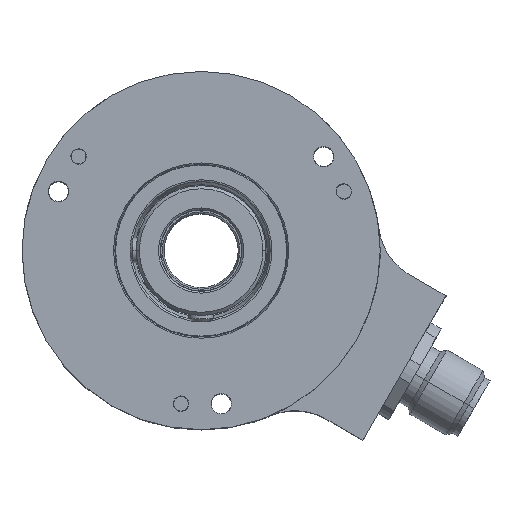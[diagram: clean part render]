
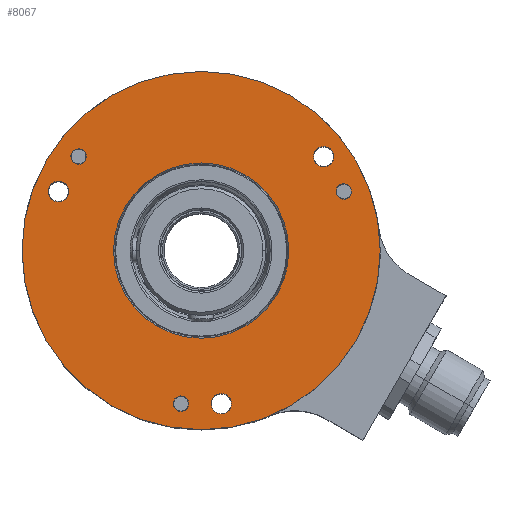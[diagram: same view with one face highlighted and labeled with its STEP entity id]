
A CAD part, top view. The second image highlights one B-rep face of the part: STEP entity #8067.
In plain terms, the highlighted planar face has unit normal (0, 0, 1).
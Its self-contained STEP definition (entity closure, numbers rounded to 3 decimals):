
#1462=CARTESIAN_POINT('',(0.,0.,18.));
#1463=DIRECTION('',(0.,0.,1.));
#1464=DIRECTION('',(1.,0.,0.));
#1465=AXIS2_PLACEMENT_3D('',#1462,#1463,#1464);
#1467=CARTESIAN_POINT('',(0.,0.,18.));
#1468=DIRECTION('',(0.,0.,1.));
#1469=DIRECTION('',(-1.,0.,0.));
#1470=AXIS2_PLACEMENT_3D('',#1467,#1468,#1469);
#1472=CARTESIAN_POINT('',(-19.834,15.219,18.));
#1473=DIRECTION('',(0.,0.,-1.));
#1474=DIRECTION('',(-0.793,0.609,0.));
#1475=AXIS2_PLACEMENT_3D('',#1472,#1473,#1474);
#1477=CARTESIAN_POINT('',(-19.834,15.219,18.));
#1478=DIRECTION('',(0.,0.,-1.));
#1479=DIRECTION('',(0.793,-0.609,0.));
#1480=AXIS2_PLACEMENT_3D('',#1477,#1478,#1479);
#1482=CARTESIAN_POINT('',(-3.263,-24.786,18.));
#1483=DIRECTION('',(0.,0.,-1.));
#1484=DIRECTION('',(-0.131,-0.991,0.));
#1485=AXIS2_PLACEMENT_3D('',#1482,#1483,#1484);
#1487=CARTESIAN_POINT('',(-3.263,-24.786,18.));
#1488=DIRECTION('',(0.,0.,-1.));
#1489=DIRECTION('',(0.131,0.991,0.));
#1490=AXIS2_PLACEMENT_3D('',#1487,#1488,#1489);
#1492=CARTESIAN_POINT('',(23.097,9.567,18.));
#1493=DIRECTION('',(0.,0.,-1.));
#1494=DIRECTION('',(0.924,0.383,0.));
#1495=AXIS2_PLACEMENT_3D('',#1492,#1493,#1494);
#1497=CARTESIAN_POINT('',(23.097,9.567,18.));
#1498=DIRECTION('',(0.,0.,-1.));
#1499=DIRECTION('',(-0.924,-0.383,0.));
#1500=AXIS2_PLACEMENT_3D('',#1497,#1498,#1499);
#1502=CARTESIAN_POINT('',(3.263,-24.786,18.));
#1503=DIRECTION('',(0.,0.,1.));
#1504=DIRECTION('',(0.,-1.,0.));
#1505=AXIS2_PLACEMENT_3D('',#1502,#1503,#1504);
#1507=CARTESIAN_POINT('',(3.263,-24.786,18.));
#1508=DIRECTION('',(0.,0.,1.));
#1509=DIRECTION('',(0.,1.,0.));
#1510=AXIS2_PLACEMENT_3D('',#1507,#1508,#1509);
#1512=CARTESIAN_POINT('',(19.834,15.219,18.));
#1513=DIRECTION('',(0.,0.,1.));
#1514=DIRECTION('',(0.,-1.,0.));
#1515=AXIS2_PLACEMENT_3D('',#1512,#1513,#1514);
#1517=CARTESIAN_POINT('',(19.834,15.219,18.));
#1518=DIRECTION('',(0.,0.,1.));
#1519=DIRECTION('',(0.,1.,0.));
#1520=AXIS2_PLACEMENT_3D('',#1517,#1518,#1519);
#1522=CARTESIAN_POINT('',(-23.097,9.567,18.));
#1523=DIRECTION('',(0.,0.,1.));
#1524=DIRECTION('',(0.,-1.,0.));
#1525=AXIS2_PLACEMENT_3D('',#1522,#1523,#1524);
#1527=CARTESIAN_POINT('',(-23.097,9.567,18.));
#1528=DIRECTION('',(0.,0.,1.));
#1529=DIRECTION('',(0.,1.,0.));
#1530=AXIS2_PLACEMENT_3D('',#1527,#1528,#1529);
#1532=CARTESIAN_POINT('',(0.,0.,18.));
#1533=DIRECTION('',(0.,0.,-1.));
#1534=DIRECTION('',(-1.,0.,0.));
#1535=AXIS2_PLACEMENT_3D('',#1532,#1533,#1534);
#1550=CARTESIAN_POINT('',(0.,0.,18.));
#1551=DIRECTION('',(0.,0.,-1.));
#1552=DIRECTION('',(1.,0.,0.));
#1553=AXIS2_PLACEMENT_3D('',#1550,#1551,#1552);
#5379=CARTESIAN_POINT('',(29.,0.,18.));
#5380=CARTESIAN_POINT('',(-29.,0.,18.));
#5381=VERTEX_POINT('',#5379);
#5382=VERTEX_POINT('',#5380);
#5383=CARTESIAN_POINT('',(-20.826,15.98,18.));
#5384=CARTESIAN_POINT('',(-18.842,14.458,18.));
#5385=VERTEX_POINT('',#5383);
#5386=VERTEX_POINT('',#5384);
#5387=CARTESIAN_POINT('',(-3.426,-26.025,18.));
#5388=CARTESIAN_POINT('',(-3.1,-23.547,18.));
#5389=VERTEX_POINT('',#5387);
#5390=VERTEX_POINT('',#5388);
#5391=CARTESIAN_POINT('',(24.252,10.045,18.));
#5392=CARTESIAN_POINT('',(21.942,9.089,18.));
#5393=VERTEX_POINT('',#5391);
#5394=VERTEX_POINT('',#5392);
#5395=CARTESIAN_POINT('',(14.188,0.,18.));
#5396=CARTESIAN_POINT('',(-14.188,0.,18.));
#5397=VERTEX_POINT('',#5395);
#5398=VERTEX_POINT('',#5396);
#5403=CARTESIAN_POINT('',(3.263,-26.436,18.));
#5404=CARTESIAN_POINT('',(3.263,-23.136,18.));
#5405=VERTEX_POINT('',#5403);
#5406=VERTEX_POINT('',#5404);
#5411=CARTESIAN_POINT('',(19.834,13.569,18.));
#5412=CARTESIAN_POINT('',(19.834,16.869,18.));
#5413=VERTEX_POINT('',#5411);
#5414=VERTEX_POINT('',#5412);
#5419=CARTESIAN_POINT('',(-23.097,7.917,18.));
#5420=CARTESIAN_POINT('',(-23.097,11.217,18.));
#5421=VERTEX_POINT('',#5419);
#5422=VERTEX_POINT('',#5420);
#8017=CARTESIAN_POINT('',(0.,0.,18.));
#8018=DIRECTION('',(0.,0.,1.));
#8019=DIRECTION('',(1.,0.,0.));
#8020=AXIS2_PLACEMENT_3D('',#8017,#8018,#8019);
#8021=PLANE('',#8020);
#8022=ORIENTED_EDGE('',*,*,#6896,.F.);
#8023=ORIENTED_EDGE('',*,*,#6851,.F.);
#8024=EDGE_LOOP('',(#8022,#8023));
#8025=FACE_OUTER_BOUND('',#8024,.F.);
#8027=ORIENTED_EDGE('',*,*,#8026,.F.);
#8029=ORIENTED_EDGE('',*,*,#8028,.F.);
#8030=EDGE_LOOP('',(#8027,#8029));
#8031=FACE_BOUND('',#8030,.F.);
#8033=ORIENTED_EDGE('',*,*,#8032,.F.);
#8035=ORIENTED_EDGE('',*,*,#8034,.F.);
#8036=EDGE_LOOP('',(#8033,#8035));
#8037=FACE_BOUND('',#8036,.F.);
#8039=ORIENTED_EDGE('',*,*,#8038,.F.);
#8041=ORIENTED_EDGE('',*,*,#8040,.F.);
#8042=EDGE_LOOP('',(#8039,#8041));
#8043=FACE_BOUND('',#8042,.F.);
#8045=ORIENTED_EDGE('',*,*,#8044,.F.);
#8047=ORIENTED_EDGE('',*,*,#8046,.F.);
#8048=EDGE_LOOP('',(#8045,#8047));
#8049=FACE_BOUND('',#8048,.F.);
#8050=ORIENTED_EDGE('',*,*,#8007,.T.);
#8052=ORIENTED_EDGE('',*,*,#8051,.T.);
#8053=EDGE_LOOP('',(#8050,#8052));
#8054=FACE_BOUND('',#8053,.F.);
#8056=ORIENTED_EDGE('',*,*,#8055,.T.);
#8058=ORIENTED_EDGE('',*,*,#8057,.T.);
#8059=EDGE_LOOP('',(#8056,#8058));
#8060=FACE_BOUND('',#8059,.F.);
#8062=ORIENTED_EDGE('',*,*,#8061,.T.);
#8064=ORIENTED_EDGE('',*,*,#8063,.T.);
#8065=EDGE_LOOP('',(#8062,#8064));
#8066=FACE_BOUND('',#8065,.F.);
#1466=CIRCLE('',#1465,29.);
#1471=CIRCLE('',#1470,29.);
#1476=CIRCLE('',#1475,1.25);
#1481=CIRCLE('',#1480,1.25);
#1486=CIRCLE('',#1485,1.25);
#1491=CIRCLE('',#1490,1.25);
#1496=CIRCLE('',#1495,1.25);
#1501=CIRCLE('',#1500,1.25);
#1506=CIRCLE('',#1505,1.65);
#1511=CIRCLE('',#1510,1.65);
#1516=CIRCLE('',#1515,1.65);
#1521=CIRCLE('',#1520,1.65);
#1526=CIRCLE('',#1525,1.65);
#1531=CIRCLE('',#1530,1.65);
#1536=CIRCLE('',#1535,14.188);
#1554=CIRCLE('',#1553,14.188);
#6851=EDGE_CURVE('',#5382,#5381,#1471,.T.);
#6896=EDGE_CURVE('',#5381,#5382,#1466,.T.);
#8007=EDGE_CURVE('',#5405,#5406,#1506,.T.);
#8026=EDGE_CURVE('',#5398,#5397,#1536,.T.);
#8028=EDGE_CURVE('',#5397,#5398,#1554,.T.);
#8032=EDGE_CURVE('',#5385,#5386,#1476,.T.);
#8034=EDGE_CURVE('',#5386,#5385,#1481,.T.);
#8038=EDGE_CURVE('',#5389,#5390,#1486,.T.);
#8040=EDGE_CURVE('',#5390,#5389,#1491,.T.);
#8044=EDGE_CURVE('',#5393,#5394,#1496,.T.);
#8046=EDGE_CURVE('',#5394,#5393,#1501,.T.);
#8051=EDGE_CURVE('',#5406,#5405,#1511,.T.);
#8055=EDGE_CURVE('',#5413,#5414,#1516,.T.);
#8057=EDGE_CURVE('',#5414,#5413,#1521,.T.);
#8061=EDGE_CURVE('',#5421,#5422,#1526,.T.);
#8063=EDGE_CURVE('',#5422,#5421,#1531,.T.);
#8067=ADVANCED_FACE('',(#8025,#8031,#8037,#8043,#8049,#8054,#8060,#8066),#8021,
.T.);
